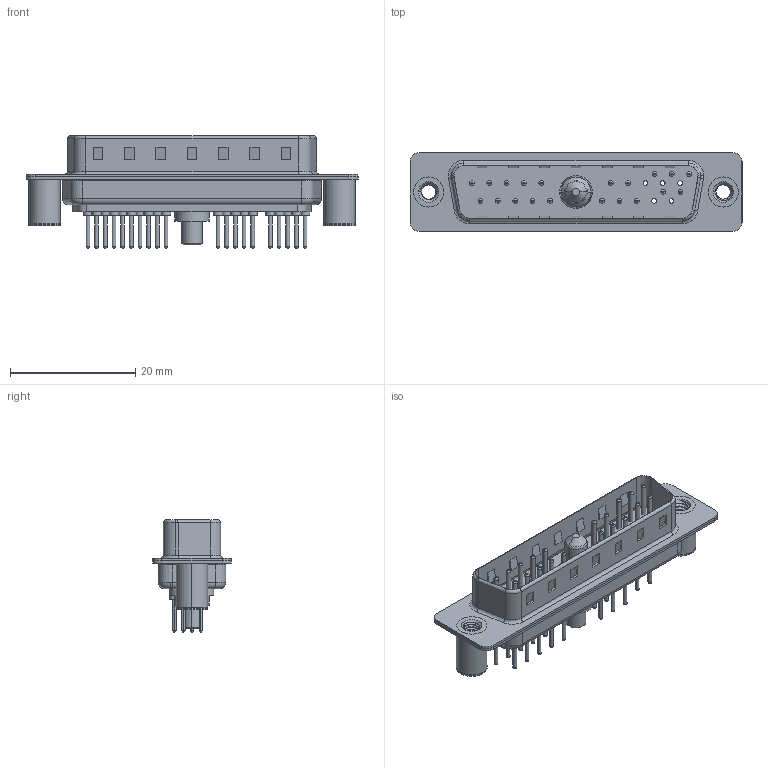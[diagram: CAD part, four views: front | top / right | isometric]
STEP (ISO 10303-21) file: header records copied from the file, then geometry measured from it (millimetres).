
FILE_DESCRIPTION (( 'STEP AP203' ), '1' );
FILE_NAME ('627-21W1224-3TB.STEP', '2019-05-28T00:22:47', ( '' ), ( '' ), 'SwSTEP 2.0', 'SolidWorks 2016', '' );
FILE_SCHEMA (( 'CONFIG_CONTROL_DESIGN' ));
Length unit declared in the file: millimetre
Products named in the file (9): Power Pin_30A S; 627Combo Housing_21W1; 627-21W1224-3TB; 627Combo Contact Row 2_24; 627Combo Contact Row 1_24; 627Combo Threaded Board Spacer_B; 627Combo Shell Front_25 Contacts; 627Combo Shell Rear_25 Contacts; 627Combo Threaded Board Spacer_3
Assembly tree (26 placements, depth 2):
  627-21W1224-3TB
    627Combo Housing_21W1
    627Combo Shell Rear_25 Contacts
    627Combo Shell Front_25 Contacts
    627Combo Threaded Board Spacer_B
    Power Pin_30A S
    627Combo Threaded Board Spacer_3
    627Combo Contact Row 1_24  x10
    627Combo Contact Row 2_24  x10
Bounding box: 53 x 12.6 x 17.9 mm (x, y, z)
Volume: 2919 mm3; surface area: 7088.3 mm2
Topology: 27 solids, 27 shells, 1194 faces, 2617 edges, 1591 vertices
Faces by surface type: cylinder 464, torus 376, plane 321, cone 25, bspline 8
Entity records: 24740 total; most frequent: CARTESIAN_POINT 7172, DIRECTION 3596, ORIENTED_EDGE 3214, EDGE_CURVE 1607, AXIS2_PLACEMENT_3D 1418, VERTEX_POINT 1015, EDGE_LOOP 820, VECTOR 760
